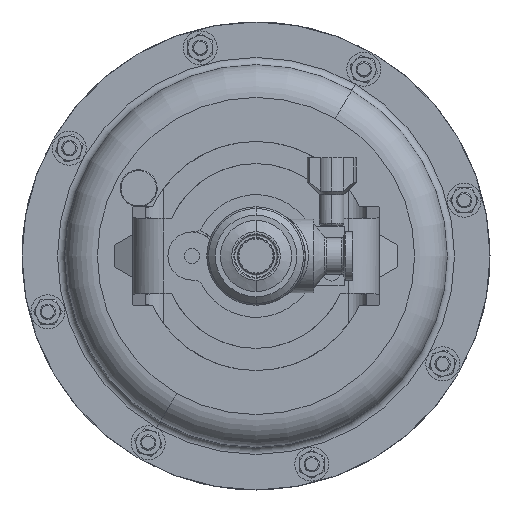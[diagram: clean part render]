
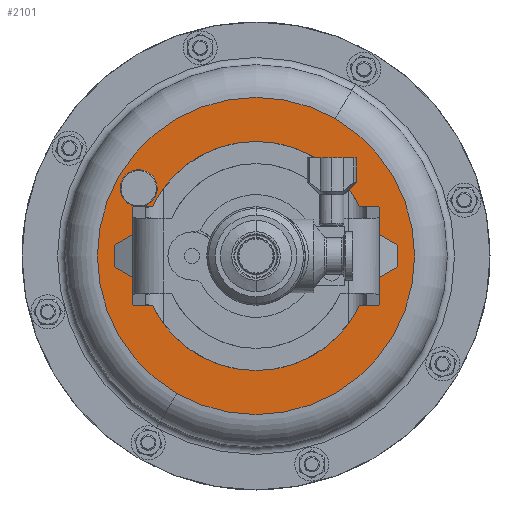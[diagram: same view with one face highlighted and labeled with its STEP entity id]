
A CAD part, front view. The second image highlights one B-rep face of the part: STEP entity #2101.
In plain terms, the highlighted planar face has unit normal (0, -1, 0).
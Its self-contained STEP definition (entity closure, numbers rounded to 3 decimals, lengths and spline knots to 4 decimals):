
#869 = EDGE_CURVE ( 'Defeatured_0_5+Defeatured_0_1+Defeatured_0_1+Defeatured_0_1', #915, #13427, #2012, .T. ) ;
#915 = VERTEX_POINT ( 'NONE', #30790 ) ;
#1437 = EDGE_CURVE ( 'Defeatured_0_5+Defeatured_0_1+Defeatured_0_1+Defeatured_0_1', #13427, #915, #34004, .T. ) ;
#1477 = DIRECTION ( 'NONE',  ( 0., 1., 0. ) ) ;
#2012 = CIRCLE ( 'NONE', #13292, 2.325 ) ;
#2101 = ADVANCED_FACE ( 'Defeatured_0_5', ( #36691, #23468, #9289 ), #32587, .T. ) ;
#2846 = AXIS2_PLACEMENT_3D ( 'NONE', #11528, #20492, #26308 ) ;
#3631 = ORIENTED_EDGE ( 'NONE', *, *, #12123, .F. ) ;
#4192 = CIRCLE ( 'NONE', #2846, 0.375 ) ;
#4542 = AXIS2_PLACEMENT_3D ( 'NONE', #34419, #5148, #25606 ) ;
#4550 = DIRECTION ( 'NONE',  ( 1., 0., 0. ) ) ;
#4618 = CARTESIAN_POINT ( 'NONE',  ( -2.3816, 9.319, 1.375 ) ) ;
#5148 = DIRECTION ( 'NONE',  ( 0., 1., 0. ) ) ;
#5523 = ORIENTED_EDGE ( 'NONE', *, *, #1437, .T. ) ;
#7092 = DIRECTION ( 'NONE',  ( 0.061, 0., -0.998 ) ) ;
#9289 = FACE_OUTER_BOUND ( 'NONE', #24025, .T. ) ;
#11528 = CARTESIAN_POINT ( 'NONE',  ( -2.3816, 9.319, 1.375 ) ) ;
#11856 = DIRECTION ( 'NONE',  ( 0., 1., 0. ) ) ;
#12123 = EDGE_CURVE ( 'Defeatured_0_6+Defeatured_0_5+Defeatured_0_5+Defeatured_0_5', #12178, #21647, #14548, .T. ) ;
#12178 = VERTEX_POINT ( 'NONE', #30966 ) ;
#12294 = DIRECTION ( 'NONE',  ( 0.5, 0., 0.866 ) ) ;
#13292 = AXIS2_PLACEMENT_3D ( 'NONE', #23474, #11856, #26153 ) ;
#13427 = VERTEX_POINT ( 'NONE', #21270 ) ;
#14548 = CIRCLE ( 'NONE', #37115, 3.219 ) ;
#14805 = CIRCLE ( 'NONE', #4542, 3.219 ) ;
#15408 = EDGE_CURVE ( 'Defeatured_0_5+Defeatured_0_608+Defeatured_0_608+Defeatured_0_608', #19849, #25844, #15729, .T. ) ;
#15714 = AXIS2_PLACEMENT_3D ( 'NONE', #4618, #25069, #7092 ) ;
#15729 = CIRCLE ( 'NONE', #15714, 0.375 ) ;
#17073 = AXIS2_PLACEMENT_3D ( 'NONE', #26823, #29744, #12294 ) ;
#17482 = ORIENTED_EDGE ( 'NONE', *, *, #869, .T. ) ;
#18050 = DIRECTION ( 'NONE',  ( -0.5, 0., -0.866 ) ) ;
#18940 = ORIENTED_EDGE ( 'NONE', *, *, #15408, .T. ) ;
#19849 = VERTEX_POINT ( 'NONE', #25050 ) ;
#20492 = DIRECTION ( 'NONE',  ( 0., 1., 0. ) ) ;
#21270 = CARTESIAN_POINT ( 'NONE',  ( -2.325, 9.319, 0. ) ) ;
#21647 = VERTEX_POINT ( 'NONE', #25416 ) ;
#23468 = FACE_BOUND ( 'NONE', #29948, .T. ) ;
#23474 = CARTESIAN_POINT ( 'NONE',  ( 0., 9.319, 0. ) ) ;
#24025 = EDGE_LOOP ( 'NONE', ( #35025, #3631 ) ) ;
#25050 = CARTESIAN_POINT ( 'NONE',  ( -2.4046, 9.319, 1.7493 ) ) ;
#25069 = DIRECTION ( 'NONE',  ( 0., 1., 0. ) ) ;
#25416 = CARTESIAN_POINT ( 'NONE',  ( -1.6095, 9.319, -2.7877 ) ) ;
#25606 = DIRECTION ( 'NONE',  ( -0.5, 0., -0.866 ) ) ;
#25844 = VERTEX_POINT ( 'NONE', #32489 ) ;
#26153 = DIRECTION ( 'NONE',  ( 1., 0., 0. ) ) ;
#26308 = DIRECTION ( 'NONE',  ( 0.061, 0., -0.998 ) ) ;
#26823 = CARTESIAN_POINT ( 'NONE',  ( -2.7877, 9.319, 1.6095 ) ) ;
#29478 = CARTESIAN_POINT ( 'NONE',  ( 0., 9.319, 0. ) ) ;
#29744 = DIRECTION ( 'NONE',  ( 0., -1., 0. ) ) ;
#29948 = EDGE_LOOP ( 'NONE', ( #30760, #18940 ) ) ;
#30760 = ORIENTED_EDGE ( 'NONE', *, *, #32953, .T. ) ;
#30790 = CARTESIAN_POINT ( 'NONE',  ( 2.325, 9.319, 0. ) ) ;
#30966 = CARTESIAN_POINT ( 'NONE',  ( 1.6095, 9.319, 2.7877 ) ) ;
#32300 = EDGE_CURVE ( 'Defeatured_0_6+Defeatured_0_5+Defeatured_0_5+Defeatured_0_5', #21647, #12178, #14805, .T. ) ;
#32489 = CARTESIAN_POINT ( 'NONE',  ( -2.3586, 9.319, 1.0007 ) ) ;
#32587 = PLANE ( 'NONE',  #17073 ) ;
#32953 = EDGE_CURVE ( 'Defeatured_0_5+Defeatured_0_608+Defeatured_0_608+Defeatured_0_608', #25844, #19849, #4192, .T. ) ;
#33123 = AXIS2_PLACEMENT_3D ( 'NONE', #36626, #1477, #4550 ) ;
#34004 = CIRCLE ( 'NONE', #33123, 2.325 ) ;
#34419 = CARTESIAN_POINT ( 'NONE',  ( 0., 9.319, 0. ) ) ;
#35025 = ORIENTED_EDGE ( 'NONE', *, *, #32300, .F. ) ;
#35502 = DIRECTION ( 'NONE',  ( 0., 1., 0. ) ) ;
#35945 = EDGE_LOOP ( 'NONE', ( #17482, #5523 ) ) ;
#36626 = CARTESIAN_POINT ( 'NONE',  ( 0., 9.319, 0. ) ) ;
#36691 = FACE_BOUND ( 'NONE', #35945, .T. ) ;
#37115 = AXIS2_PLACEMENT_3D ( 'NONE', #29478, #35502, #18050 ) ;
